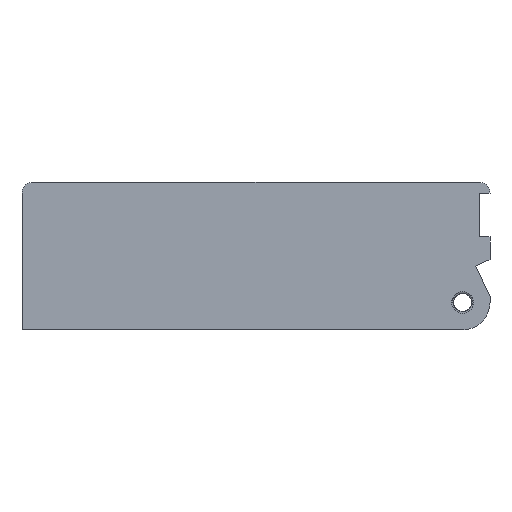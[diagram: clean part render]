
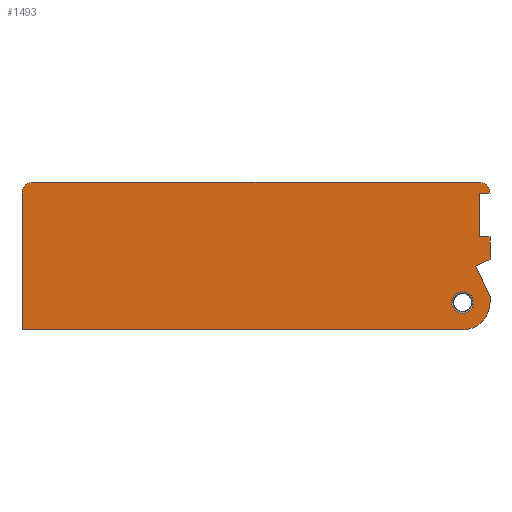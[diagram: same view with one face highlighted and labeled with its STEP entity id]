
A CAD part, front view. The second image highlights one B-rep face of the part: STEP entity #1493.
In plain terms, the highlighted planar face has unit normal (0, -1, 0).
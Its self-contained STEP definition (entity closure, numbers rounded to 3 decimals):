
#20=FACE_BOUND('',#222,.T.);
#33=PLANE('',#1601);
#71=CIRCLE('',#1602,2.);
#72=CIRCLE('',#1603,2.);
#73=CIRCLE('',#1604,5.);
#74=CIRCLE('',#1605,2.);
#135=FACE_OUTER_BOUND('',#221,.T.);
#221=EDGE_LOOP('',(#1077,#1078,#1079,#1080,#1081,#1082,#1083,#1084,#1085,
#1086,#1087,#1088,#1089));
#222=EDGE_LOOP('',(#1090));
#378=LINE('',#2860,#498);
#384=LINE('',#2872,#504);
#386=LINE('',#2875,#506);
#387=LINE('',#2882,#507);
#388=LINE('',#2886,#508);
#389=LINE('',#2888,#509);
#390=LINE('',#2892,#510);
#391=LINE('',#2894,#511);
#392=LINE('',#2896,#512);
#393=LINE('',#2897,#513);
#498=VECTOR('',#1789,10.);
#504=VECTOR('',#1797,10.);
#506=VECTOR('',#1801,10.);
#507=VECTOR('',#1808,10.);
#508=VECTOR('',#1811,10.);
#509=VECTOR('',#1812,10.);
#510=VECTOR('',#1815,10.);
#511=VECTOR('',#1816,10.);
#512=VECTOR('',#1817,10.);
#513=VECTOR('',#1818,10.);
#651=VERTEX_POINT('',#2856);
#653=VERTEX_POINT('',#2859);
#656=VERTEX_POINT('',#2866);
#658=VERTEX_POINT('',#2870);
#660=VERTEX_POINT('',#2879);
#661=VERTEX_POINT('',#2881);
#662=VERTEX_POINT('',#2883);
#663=VERTEX_POINT('',#2885);
#664=VERTEX_POINT('',#2887);
#665=VERTEX_POINT('',#2889);
#666=VERTEX_POINT('',#2891);
#667=VERTEX_POINT('',#2893);
#668=VERTEX_POINT('',#2895);
#669=VERTEX_POINT('',#2898);
#819=EDGE_CURVE('',#653,#651,#378,.T.);
#825=EDGE_CURVE('',#656,#658,#384,.T.);
#827=EDGE_CURVE('',#658,#653,#386,.T.);
#829=EDGE_CURVE('',#660,#651,#71,.T.);
#830=EDGE_CURVE('',#660,#661,#387,.T.);
#831=EDGE_CURVE('',#662,#661,#72,.T.);
#832=EDGE_CURVE('',#662,#663,#388,.T.);
#833=EDGE_CURVE('',#663,#664,#389,.T.);
#834=EDGE_CURVE('',#665,#664,#73,.T.);
#835=EDGE_CURVE('',#665,#666,#390,.T.);
#836=EDGE_CURVE('',#666,#667,#391,.T.);
#837=EDGE_CURVE('',#667,#668,#392,.T.);
#838=EDGE_CURVE('',#668,#656,#393,.T.);
#839=EDGE_CURVE('',#669,#669,#74,.T.);
#1077=ORIENTED_EDGE('',*,*,#825,.T.);
#1078=ORIENTED_EDGE('',*,*,#827,.T.);
#1079=ORIENTED_EDGE('',*,*,#819,.T.);
#1080=ORIENTED_EDGE('',*,*,#829,.F.);
#1081=ORIENTED_EDGE('',*,*,#830,.T.);
#1082=ORIENTED_EDGE('',*,*,#831,.F.);
#1083=ORIENTED_EDGE('',*,*,#832,.T.);
#1084=ORIENTED_EDGE('',*,*,#833,.T.);
#1085=ORIENTED_EDGE('',*,*,#834,.F.);
#1086=ORIENTED_EDGE('',*,*,#835,.T.);
#1087=ORIENTED_EDGE('',*,*,#836,.T.);
#1088=ORIENTED_EDGE('',*,*,#837,.T.);
#1089=ORIENTED_EDGE('',*,*,#838,.T.);
#1090=ORIENTED_EDGE('',*,*,#839,.T.);
#1493=ADVANCED_FACE('',(#135,#20),#33,.F.);
#1601=AXIS2_PLACEMENT_3D('',#2878,#1804,#1805);
#1602=AXIS2_PLACEMENT_3D('',#2880,#1806,#1807);
#1603=AXIS2_PLACEMENT_3D('',#2884,#1809,#1810);
#1604=AXIS2_PLACEMENT_3D('',#2890,#1813,#1814);
#1605=AXIS2_PLACEMENT_3D('',#2899,#1819,#1820);
#1789=DIRECTION('',(1.,0.,0.));
#1797=DIRECTION('',(-1.,0.,0.));
#1801=DIRECTION('',(0.,0.,1.));
#1804=DIRECTION('center_axis',(0.,1.,0.));
#1805=DIRECTION('ref_axis',(1.,0.,0.));
#1806=DIRECTION('center_axis',(0.,1.,0.));
#1807=DIRECTION('ref_axis',(0.707,0.,0.707));
#1808=DIRECTION('',(-1.,0.,0.));
#1809=DIRECTION('center_axis',(0.,1.,0.));
#1810=DIRECTION('ref_axis',(-0.707,0.,0.707));
#1811=DIRECTION('',(0.,0.,-1.));
#1812=DIRECTION('',(1.,0.,0.));
#1813=DIRECTION('center_axis',(0.,1.,0.));
#1814=DIRECTION('ref_axis',(0.707,0.,-0.707));
#1815=DIRECTION('',(0.,0.,1.));
#1816=DIRECTION('',(-0.423,0.,0.906));
#1817=DIRECTION('',(0.906,0.,0.423));
#1818=DIRECTION('',(0.,0.,1.));
#1819=DIRECTION('center_axis',(0.,1.,0.));
#1820=DIRECTION('ref_axis',(-1.,0.,0.));
#2856=CARTESIAN_POINT('',(85.6,0.,52.));
#2859=CARTESIAN_POINT('',(83.6,0.,52.));
#2860=CARTESIAN_POINT('',(64.2,0.,52.));
#2866=CARTESIAN_POINT('',(85.6,0.,44.));
#2870=CARTESIAN_POINT('',(83.6,0.,44.));
#2872=CARTESIAN_POINT('',(64.2,0.,44.));
#2875=CARTESIAN_POINT('',(83.6,0.,44.25));
#2878=CARTESIAN_POINT('Origin',(42.8,0.,40.5));
#2879=CARTESIAN_POINT('',(83.6,0.,54.));
#2880=CARTESIAN_POINT('Origin',(83.6,0.,52.));
#2881=CARTESIAN_POINT('',(2.,0.,54.));
#2882=CARTESIAN_POINT('',(85.6,0.,54.));
#2883=CARTESIAN_POINT('',(0.,0.,52.));
#2884=CARTESIAN_POINT('Origin',(2.,0.,52.));
#2885=CARTESIAN_POINT('',(0.,0.,27.));
#2886=CARTESIAN_POINT('',(0.,0.,54.));
#2887=CARTESIAN_POINT('',(80.6,0.,27.));
#2888=CARTESIAN_POINT('',(0.,0.,27.));
#2889=CARTESIAN_POINT('',(85.6,0.,32.));
#2890=CARTESIAN_POINT('Origin',(80.6,0.,32.));
#2891=CARTESIAN_POINT('',(85.6,0.,33.108));
#2892=CARTESIAN_POINT('',(85.6,0.,27.));
#2893=CARTESIAN_POINT('',(83.018,0.,38.645));
#2894=CARTESIAN_POINT('',(79.071,0.,47.109));
#2895=CARTESIAN_POINT('',(85.6,0.,39.848));
#2896=CARTESIAN_POINT('',(68.148,0.,31.71));
#2897=CARTESIAN_POINT('',(85.6,0.,27.));
#2898=CARTESIAN_POINT('',(82.6,0.,32.));
#2899=CARTESIAN_POINT('Origin',(80.6,0.,32.));
